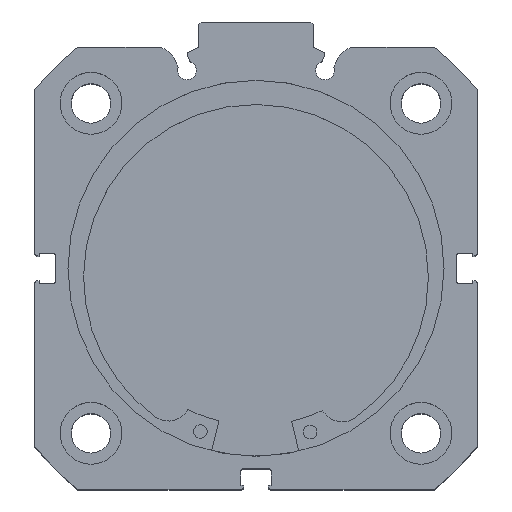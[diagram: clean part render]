
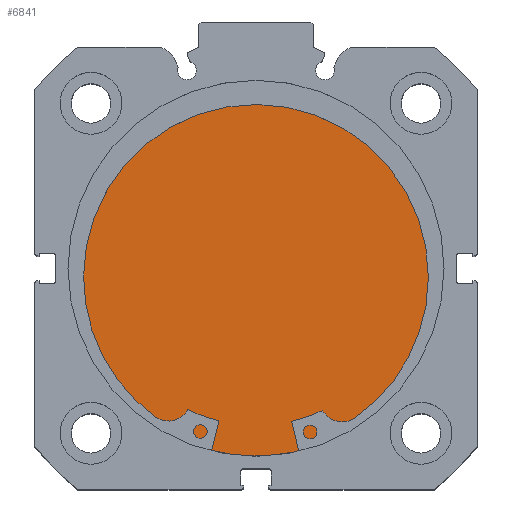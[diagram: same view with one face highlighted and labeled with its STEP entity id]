
A CAD part, top view. The second image highlights one B-rep face of the part: STEP entity #6841.
In plain terms, the highlighted face is planar.
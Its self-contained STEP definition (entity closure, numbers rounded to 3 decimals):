
#478 = CARTESIAN_POINT ( 'NONE',  ( 12., 0., 0. ) ) ;
#486 = DIRECTION ( 'NONE',  ( -1., 0., 0. ) ) ;
#487 = DIRECTION ( 'NONE',  ( 0., 0., 1. ) ) ;
#544 = CARTESIAN_POINT ( 'NONE',  ( 12., 0., -41. ) ) ;
#546 = CARTESIAN_POINT ( 'NONE',  ( 12., 0., 41. ) ) ;
#1400 = CARTESIAN_POINT ( 'NONE',  ( 12., 41., 0. ) ) ;
#1401 = PLANE ( 'NONE',  #2648 ) ;
#1403 = DIRECTION ( 'NONE',  ( -1., 0., 0. ) ) ;
#1404 = DIRECTION ( 'NONE',  ( 0., 0., 1. ) ) ;
#2109 = EDGE_CURVE ( 'NONE', #3390, #3388, #4732, .T. ) ;
#2271 = EDGE_CURVE ( 'NONE', #3388, #3390, #4968, .T. ) ;
#2412 = AXIS2_PLACEMENT_3D ( 'NONE', #4563, #4571, #4572 ) ;
#2489 = AXIS2_PLACEMENT_3D ( 'NONE', #478, #486, #487 ) ;
#2648 = AXIS2_PLACEMENT_3D ( 'NONE', #1400, #1403, #1404 ) ;
#3388 = VERTEX_POINT ( 'NONE', #544 ) ;
#3390 = VERTEX_POINT ( 'NONE', #546 ) ;
#4563 = CARTESIAN_POINT ( 'NONE',  ( 12., 0., 0. ) ) ;
#4571 = DIRECTION ( 'NONE',  ( -1., 0., 0. ) ) ;
#4572 = DIRECTION ( 'NONE',  ( 0., 0., 1. ) ) ;
#4732 = CIRCLE ( 'NONE', #2412, 41. ) ;
#4968 = CIRCLE ( 'NONE', #2489, 41. ) ;
#5303 = FACE_OUTER_BOUND ( 'NONE', #6374, .T. ) ;
#6310 = ORIENTED_EDGE ( 'NONE', *, *, #2271, .F. ) ;
#6311 = ORIENTED_EDGE ( 'NONE', *, *, #2109, .F. ) ;
#6374 = EDGE_LOOP ( 'NONE', ( #6311, #6310 ) ) ;
#6841 = ADVANCED_FACE ( 'NONE', ( #5303 ), #1401, .F. ) ;
